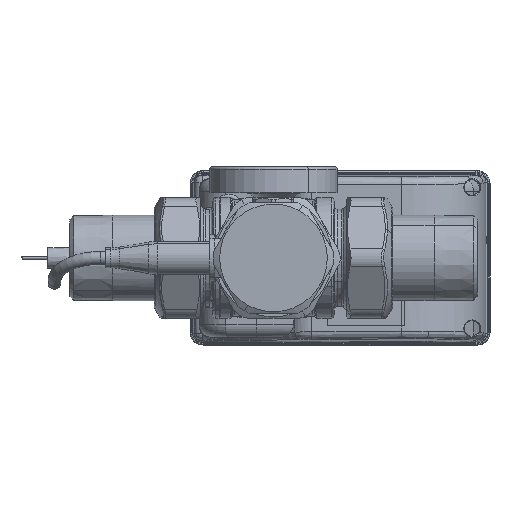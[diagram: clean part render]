
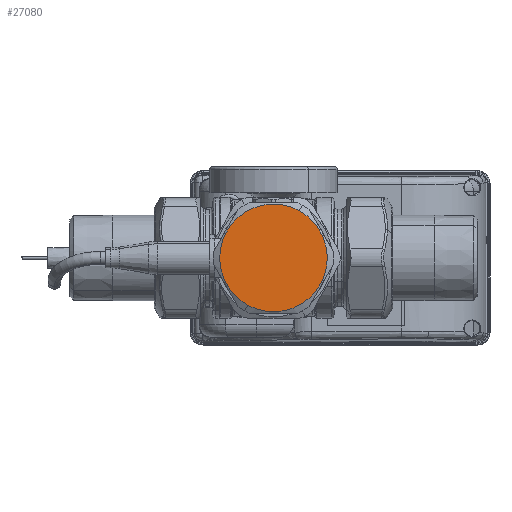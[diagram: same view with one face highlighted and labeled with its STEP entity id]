
A CAD part, left-side view. The second image highlights one B-rep face of the part: STEP entity #27080.
In plain terms, the highlighted planar face has unit normal (-1, 0, 0).
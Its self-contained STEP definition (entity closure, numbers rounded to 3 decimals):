
#26911=CARTESIAN_POINT('Vertex',(-128.,10.068,-18.429)) ;
#26914=CARTESIAN_POINT('Axis2P3D Location',(-128.,0.,0.)) ;
#26918=CARTESIAN_POINT('Vertex',(-128.,-10.068,18.429)) ;
#27053=CARTESIAN_POINT('Axis2P3D Location',(-128.,0.,0.)) ;
#27071=CARTESIAN_POINT('Axis2P3D Location',(-128.,0.,15.25)) ;
#26915=DIRECTION('Axis2P3D Direction',(1.,0.,0.)) ;
#27054=DIRECTION('Axis2P3D Direction',(1.,0.,0.)) ;
#27072=DIRECTION('Axis2P3D Direction',(1.,0.,0.)) ;
#27073=DIRECTION('Axis2P3D XDirection',(0.,1.,0.)) ;
#26916=AXIS2_PLACEMENT_3D('Circle Axis2P3D',#26914,#26915,$) ;
#27055=AXIS2_PLACEMENT_3D('Circle Axis2P3D',#27053,#27054,$) ;
#27074=AXIS2_PLACEMENT_3D('Plane Axis2P3D',#27071,#27072,#27073) ;
#27077=ORIENTED_EDGE('',*,*,#27057,.F.) ;
#27078=ORIENTED_EDGE('',*,*,#26920,.F.) ;
#27080=ADVANCED_FACE('',(#27079),#27075,.F.) ;
#26917=CIRCLE('generated circle',#26916,21.) ;
#27056=CIRCLE('generated circle',#27055,21.) ;
#26920=EDGE_CURVE('',#26912,#26919,#26917,.T.) ;
#27057=EDGE_CURVE('',#26919,#26912,#27056,.T.) ;
#27076=EDGE_LOOP('',(#27077,#27078)) ;
#27079=FACE_OUTER_BOUND('',#27076,.T.) ;
#27075=PLANE('',#27074) ;
#26912=VERTEX_POINT('',#26911) ;
#26919=VERTEX_POINT('',#26918) ;
